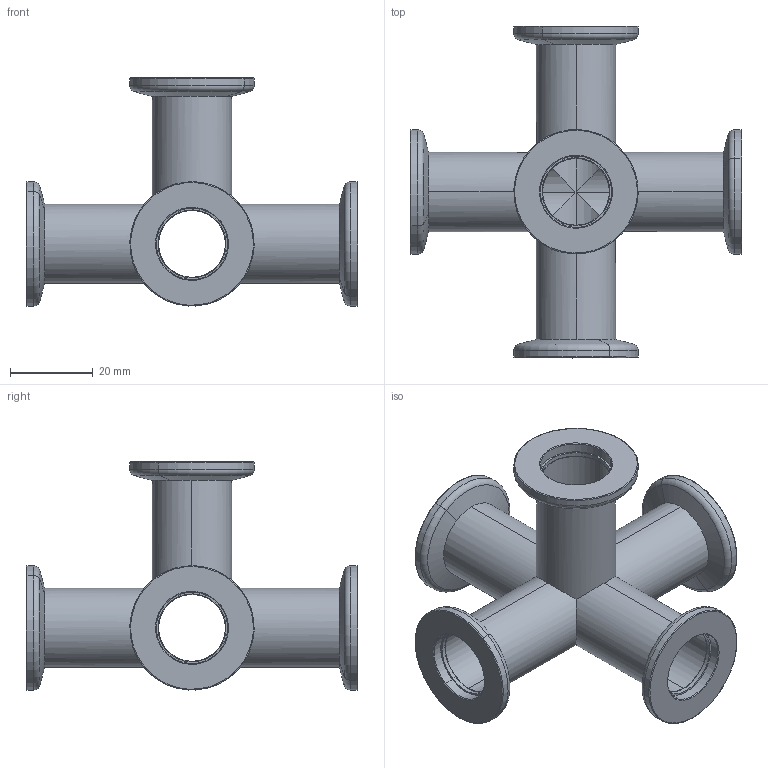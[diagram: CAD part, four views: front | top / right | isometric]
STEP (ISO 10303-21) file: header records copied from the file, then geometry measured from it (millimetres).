
FILE_DESCRIPTION (( 'STEP AP214' ), '1' );
FILE_NAME ('Hositrad_KX5-16-19.STEP', '2017-06-08T07:00:23', ( 'Gebruiker' ), ( '' ), 'SwSTEP 2.0', 'SolidWorks 2017', '' );
FILE_SCHEMA (( 'AUTOMOTIVE_DESIGN' ));
Length unit declared in the file: millimetre
Products named in the file (3): Hositrad_KX5-16-19; KF16-19WS_KF16-19; KX5-Tube-All_KT16-19
Assembly tree (6 placements, depth 2):
  Hositrad_KX5-16-19
    KX5-Tube-All_KT16-19
    KF16-19WS_KF16-19  x5
Bounding box: 80 x 80 x 54.98 mm (x, y, z)
Volume: 20866.6 mm3; surface area: 24127.3 mm2
Topology: 6 solids, 6 shells, 120 faces, 254 edges, 148 vertices
Faces by surface type: cylinder 60, plane 20, torus 20, cone 20
Entity records: 1402 total; most frequent: CARTESIAN_POINT 287, DIRECTION 230, ORIENTED_EDGE 204, EDGE_CURVE 102, AXIS2_PLACEMENT_3D 99, VERTEX_POINT 60, EDGE_LOOP 52, CIRCLE 46
